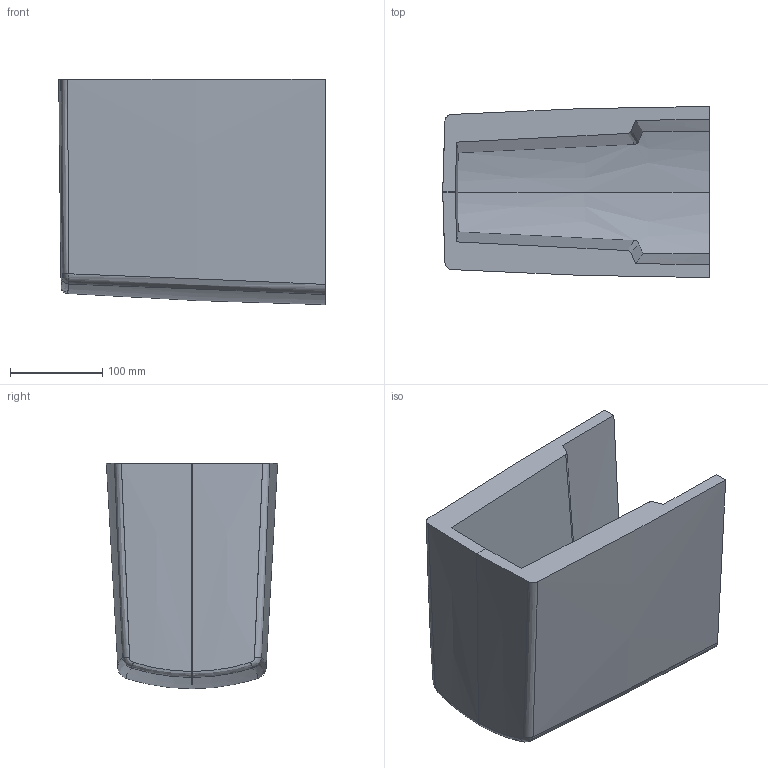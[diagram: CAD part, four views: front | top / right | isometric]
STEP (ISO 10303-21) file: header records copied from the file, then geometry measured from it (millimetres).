
FILE_DESCRIPTION(/* description */ (''),/* implementation_level */ '2;1');
FILE_NAME(/* name */ 'HSL_Sentique_5222.stp',/* time_stamp */ '2013-12-12T16:09:11+01:00',/* author */ (''),/* organization */ (''),/* preprocessor_version */ 'ST-DEVELOPER v11',/* originating_system */ 'SIEMENS PLM Software NX 7.5',/* authorisation */ '');
FILE_SCHEMA (('AUTOMOTIVE_DESIGN { 1 0 10303 214 1 1 1 1 }'));
Length unit declared in the file: millimetre
Products named in the file (1): koeb74C0onan
Bounding box: 289.6 x 186 x 244.88 mm (x, y, z)
Surface area: 407635.4 mm2 (no closed solid volume)
Topology: 0 solids, 2 shells, 30 faces, 90 edges, 58 vertices
Faces by surface type: bspline 30
Entity records: 2038 total; most frequent: CARTESIAN_POINT 1494, ORIENTED_EDGE 154, EDGE_CURVE 90, B_SPLINE_CURVE_WITH_KNOTS 71, VERTEX_POINT 58, ADVANCED_FACE 30, FACE_OUTER_BOUND 30, EDGE_LOOP 30
